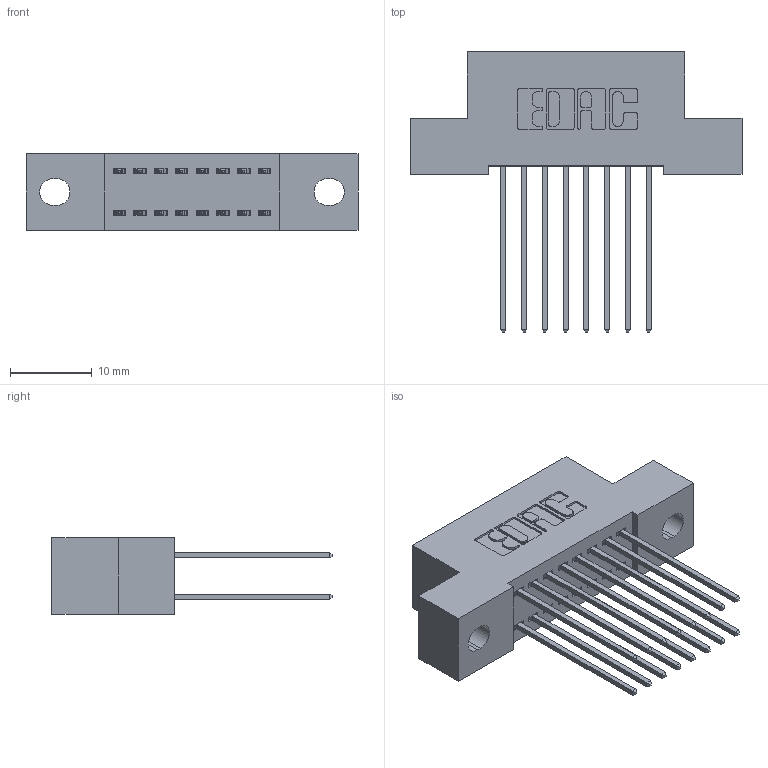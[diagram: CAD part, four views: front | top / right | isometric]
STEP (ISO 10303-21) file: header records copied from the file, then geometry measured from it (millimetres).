
FILE_DESCRIPTION (( 'STEP AP203' ), '1' );
FILE_NAME ('392-016-541-202.STEP', '2019-10-07T03:13:08', ( '' ), ( '' ), 'SwSTEP 2.0', 'SolidWorks 2016', '' );
FILE_SCHEMA (( 'CONFIG_CONTROL_DESIGN' ));
Length unit declared in the file: inch
Products named in the file (3): 342 Part_.128 Slot; 345-292-001_345-293-141; 392-016-541-202
Assembly tree (17 placements, depth 2):
  392-016-541-202
    342 Part_.128 Slot
    345-292-001_345-293-141  x16
Bounding box: 40.64 x 34.3 x 9.4 mm (x, y, z)
Volume: 3530.2 mm3; surface area: 5083.1 mm2
Topology: 17 solids, 17 shells, 946 faces, 2791 edges, 1838 vertices
Faces by surface type: plane 646, cylinder 300
Entity records: 9565 total; most frequent: CARTESIAN_POINT 1626, ORIENTED_EDGE 1562, DIRECTION 1449, EDGE_CURVE 781, VECTOR 653, LINE 653, VERTEX_POINT 518, AXIS2_PLACEMENT_3D 398
